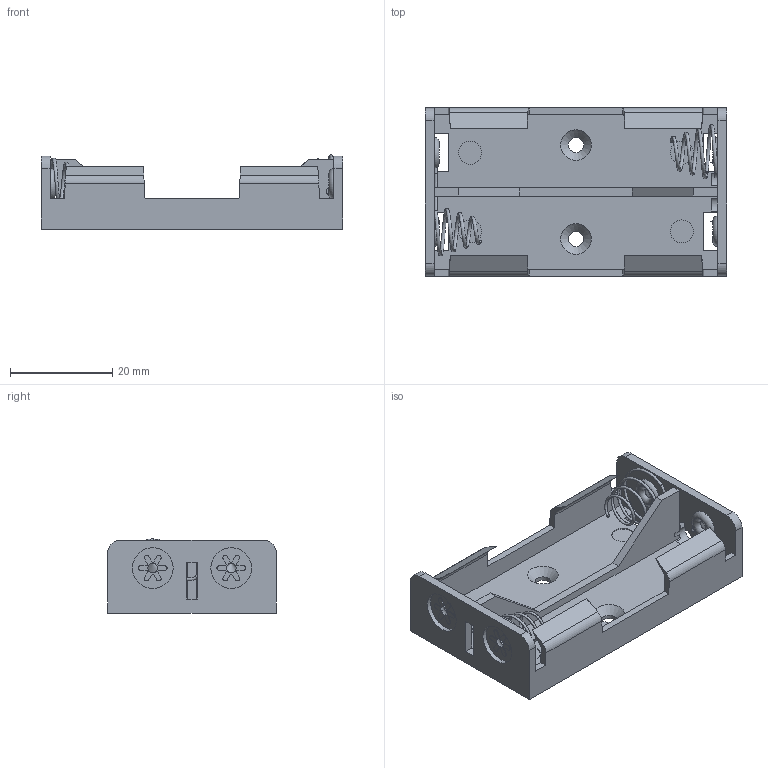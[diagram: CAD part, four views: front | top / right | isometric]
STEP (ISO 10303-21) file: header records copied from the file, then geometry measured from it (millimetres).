
FILE_DESCRIPTION(('FreeCAD Model'),'2;1');
FILE_NAME('Open CASCADE Shape Model','2025-05-19T19:23:08',(''),(''), 'Open CASCADE STEP processor 7.8','FreeCAD','Unknown');
FILE_SCHEMA(('AUTOMOTIVE_DESIGN { 1 0 10303 214 1 1 1 1 }'));
Length unit declared in the file: millimetre
Products named in the file (1): Connect
Bounding box: 59 x 33 x 14.52 mm (x, y, z)
Surface area: 8802 mm2 (no closed solid volume)
Topology: 0 solids, 1 shells, 226 faces, 629 edges, 403 vertices
Faces by surface type: plane 159, cylinder 52, torus 8, bspline 5, cone 2
Full cylindrical faces by diameter (mm): 0.6 x1, 1.9 x3, 3 x2, 4.5 x4, 8 x4
Entity records: 10001 total; most frequent: CARTESIAN_POINT 4061, DIRECTION 1229, ORIENTED_EDGE 1219, EDGE_CURVE 629, LINE 431, VECTOR 431, VERTEX_POINT 404, AXIS2_PLACEMENT_3D 399
